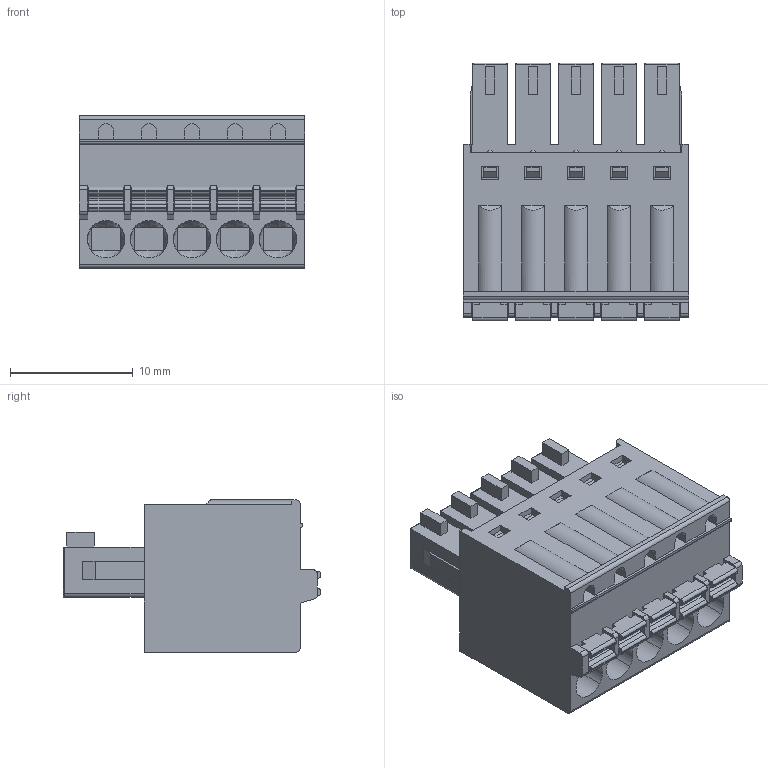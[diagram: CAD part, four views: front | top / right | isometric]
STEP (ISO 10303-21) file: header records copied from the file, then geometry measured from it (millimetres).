
FILE_DESCRIPTION((''),'2;1');
FILE_NAME('WJ15EDGKD-350-05P','2017-03-16T',('QZY'),(''),'CREO PARAMETRIC BY PTC INC, 2014440','CREO PARAMETRIC BY PTC INC, 2014440','');
FILE_SCHEMA(('CONFIG_CONTROL_DESIGN'));
Length unit declared in the file: millimetre
Products named in the file (1): WJ15EDGKD-350-05P
Bounding box: 18.4 x 21 x 12.4 mm (x, y, z)
Volume: 2990.7 mm3; surface area: 2426.3 mm2
Topology: 1 solids, 1 shells, 590 faces, 1540 edges, 982 vertices
Faces by surface type: plane 408, cylinder 122, torus 25, bspline 20, cone 10, sphere 5
Entity records: 18506 total; most frequent: CARTESIAN_POINT 3851, ORIENTED_EDGE 3070, DIRECTION 2956, EDGE_CURVE 1535, VECTOR 1216, LINE 1216, VERTEX_POINT 982, AXIS2_PLACEMENT_3D 870
